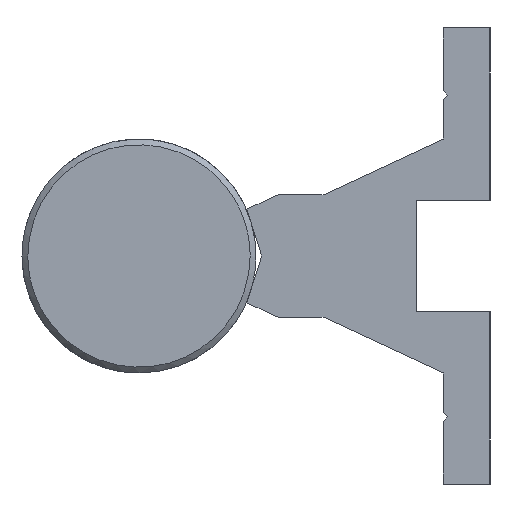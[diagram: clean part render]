
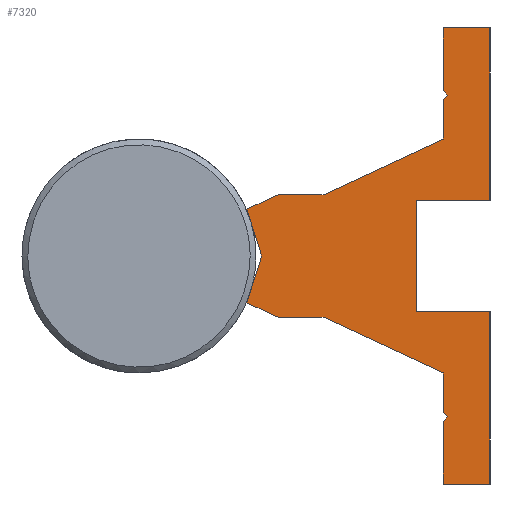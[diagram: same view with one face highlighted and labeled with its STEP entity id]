
A CAD part, left-side view. The second image highlights one B-rep face of the part: STEP entity #7320.
In plain terms, the highlighted free-form (B-spline) face has degree [1, 1] with [2, 2] control points.
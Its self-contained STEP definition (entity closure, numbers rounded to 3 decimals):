
#10 = CARTESIAN_POINT ('', (0., 7.248, -27.5));
#20 = VERTEX_POINT ('', #10);
#30 = CARTESIAN_POINT ('', (0., 8., -26.748));
#40 = VERTEX_POINT ('', #30);
#50 = CARTESIAN_POINT ('', (0., 7.248, -27.5));
#60 = CARTESIAN_POINT ('', (0., 8., -26.748));
#70 = B_SPLINE_CURVE_WITH_KNOTS ('', 1, (#50, #60), .UNSPECIFIED., .F., .U., (2, 2), (0., 1.), .UNSPECIFIED.);
#80 = EDGE_CURVE ('', #20, #40, #70, .T.);
#390 = CARTESIAN_POINT ('', (0., 8., -20.));
#400 = VERTEX_POINT ('', #390);
#410 = CARTESIAN_POINT ('', (0., 8., -20.));
#420 = CARTESIAN_POINT ('', (0., 8., -26.748));
#430 = B_SPLINE_CURVE_WITH_KNOTS ('', 1, (#410, #420), .UNSPECIFIED., .F., .U., (2, 2), (0., 1.), .UNSPECIFIED.);
#440 = EDGE_CURVE ('', #400, #40, #430, .T.);
#670 = CARTESIAN_POINT ('', (0., 28.373, -10.5));
#680 = VERTEX_POINT ('', #670);
#690 = CARTESIAN_POINT ('', (0., 28.373, -10.5));
#700 = CARTESIAN_POINT ('', (0., 21.582, -13.667));
#710 = CARTESIAN_POINT ('', (0., 14.791, -16.833));
#720 = CARTESIAN_POINT ('', (0., 8., -20.));
#730 = B_SPLINE_CURVE_WITH_KNOTS ('', 3, (#690, #700, #710, #720), .UNSPECIFIED., .F., .U., (4, 4), (0., 1.), .UNSPECIFIED.);
#740 = EDGE_CURVE ('', #680, #400, #730, .T.);
#990 = CARTESIAN_POINT ('', (0., 36.201, -10.5));
#1000 = VERTEX_POINT ('', #990);
#1010 = CARTESIAN_POINT ('', (0., 36.201, -10.5));
#1020 = CARTESIAN_POINT ('', (0., 28.373, -10.5));
#1030 = B_SPLINE_CURVE_WITH_KNOTS ('', 1, (#1010, #1020), .UNSPECIFIED., .F., .U., (2, 2), (0., 1.), .UNSPECIFIED.);
#1040 = EDGE_CURVE ('', #1000, #680, #1030, .T.);
#1270 = CARTESIAN_POINT ('', (0., 41.562, -8.));
#1280 = VERTEX_POINT ('', #1270);
#1290 = CARTESIAN_POINT ('', (0., 36.201, -10.5));
#1300 = CARTESIAN_POINT ('', (0., 41.562, -8.));
#1310 = B_SPLINE_CURVE_WITH_KNOTS ('', 1, (#1290, #1300), .UNSPECIFIED., .F., .U., (2, 2), (0., 1.), .UNSPECIFIED.);
#1320 = EDGE_CURVE ('', #1000, #1280, #1310, .T.);
#1550 = CARTESIAN_POINT ('', (0., 39.04, 0.));
#1560 = VERTEX_POINT ('', #1550);
#1570 = CARTESIAN_POINT ('', (0., 39.04, 0.));
#1580 = CARTESIAN_POINT ('', (0., 39.881, -2.667));
#1590 = CARTESIAN_POINT ('', (0., 40.721, -5.333));
#1600 = CARTESIAN_POINT ('', (0., 41.562, -8.));
#1610 = B_SPLINE_CURVE_WITH_KNOTS ('', 3, (#1570, #1580, #1590, #1600), .UNSPECIFIED., .F., .U., (4, 4), (0., 1.), .UNSPECIFIED.);
#1620 = EDGE_CURVE ('', #1560, #1280, #1610, .T.);
#1870 = CARTESIAN_POINT ('', (0., 41.562, 8.));
#1880 = VERTEX_POINT ('', #1870);
#1890 = CARTESIAN_POINT ('', (0., 41.562, 8.));
#1900 = CARTESIAN_POINT ('', (0., 40.721, 5.333));
#1910 = CARTESIAN_POINT ('', (0., 39.881, 2.667));
#1920 = CARTESIAN_POINT ('', (0., 39.04, 0.));
#1930 = B_SPLINE_CURVE_WITH_KNOTS ('', 3, (#1890, #1900, #1910, #1920), .UNSPECIFIED., .F., .U., (4, 4), (0., 1.), .UNSPECIFIED.);
#1940 = EDGE_CURVE ('', #1880, #1560, #1930, .T.);
#2190 = CARTESIAN_POINT ('', (0., 36.201, 10.5));
#2200 = VERTEX_POINT ('', #2190);
#2210 = CARTESIAN_POINT ('', (0., 41.562, 8.));
#2220 = CARTESIAN_POINT ('', (0., 36.201, 10.5));
#2230 = B_SPLINE_CURVE_WITH_KNOTS ('', 1, (#2210, #2220), .UNSPECIFIED., .F., .U., (2, 2), (0., 1.), .UNSPECIFIED.);
#2240 = EDGE_CURVE ('', #1880, #2200, #2230, .T.);
#2490 = CARTESIAN_POINT ('', (0., 28.373, 10.5));
#2500 = VERTEX_POINT ('', #2490);
#2510 = CARTESIAN_POINT ('', (0., 28.373, 10.5));
#2520 = CARTESIAN_POINT ('', (0., 36.201, 10.5));
#2530 = B_SPLINE_CURVE_WITH_KNOTS ('', 1, (#2510, #2520), .UNSPECIFIED., .F., .U., (2, 2), (0., 1.), .UNSPECIFIED.);
#2540 = EDGE_CURVE ('', #2500, #2200, #2530, .T.);
#2770 = CARTESIAN_POINT ('', (0., 8., 20.));
#2780 = VERTEX_POINT ('', #2770);
#2790 = CARTESIAN_POINT ('', (0., 8., 20.));
#2800 = CARTESIAN_POINT ('', (0., 14.791, 16.833));
#2810 = CARTESIAN_POINT ('', (0., 21.582, 13.667));
#2820 = CARTESIAN_POINT ('', (0., 28.373, 10.5));
#2830 = B_SPLINE_CURVE_WITH_KNOTS ('', 3, (#2790, #2800, #2810, #2820), .UNSPECIFIED., .F., .U., (4, 4), (0., 1.), .UNSPECIFIED.);
#2840 = EDGE_CURVE ('', #2780, #2500, #2830, .T.);
#3090 = CARTESIAN_POINT ('', (0., 8., 26.748));
#3100 = VERTEX_POINT ('', #3090);
#3110 = CARTESIAN_POINT ('', (0., 8., 26.748));
#3120 = CARTESIAN_POINT ('', (0., 8., 20.));
#3130 = B_SPLINE_CURVE_WITH_KNOTS ('', 1, (#3110, #3120), .UNSPECIFIED., .F., .U., (2, 2), (0., 1.), .UNSPECIFIED.);
#3140 = EDGE_CURVE ('', #3100, #2780, #3130, .T.);
#3370 = CARTESIAN_POINT ('', (0., 7.248, 27.5));
#3380 = VERTEX_POINT ('', #3370);
#3390 = CARTESIAN_POINT ('', (0., 7.248, 27.5));
#3400 = CARTESIAN_POINT ('', (0., 7.499, 27.249));
#3410 = CARTESIAN_POINT ('', (0., 7.749, 26.999));
#3420 = CARTESIAN_POINT ('', (0., 8., 26.748));
#3430 = B_SPLINE_CURVE_WITH_KNOTS ('', 3, (#3390, #3400, #3410, #3420), .UNSPECIFIED., .F., .U., (4, 4), (0., 1.), .UNSPECIFIED.);
#3440 = EDGE_CURVE ('', #3380, #3100, #3430, .T.);
#3690 = CARTESIAN_POINT ('', (0., 8., 28.252));
#3700 = VERTEX_POINT ('', #3690);
#3710 = CARTESIAN_POINT ('', (0., 7.248, 27.5));
#3720 = CARTESIAN_POINT ('', (0., 8., 28.252));
#3730 = B_SPLINE_CURVE_WITH_KNOTS ('', 1, (#3710, #3720), .UNSPECIFIED., .F., .U., (2, 2), (0., 1.), .UNSPECIFIED.);
#3740 = EDGE_CURVE ('', #3380, #3700, #3730, .T.);
#3970 = CARTESIAN_POINT ('', (0., 8., 39.));
#3980 = VERTEX_POINT ('', #3970);
#3990 = CARTESIAN_POINT ('', (0., 8., 28.252));
#4000 = CARTESIAN_POINT ('', (0., 8., 39.));
#4010 = B_SPLINE_CURVE_WITH_KNOTS ('', 1, (#3990, #4000), .UNSPECIFIED., .F., .U., (2, 2), (0., 1.), .UNSPECIFIED.);
#4020 = EDGE_CURVE ('', #3700, #3980, #4010, .T.);
#4250 = CARTESIAN_POINT ('', (0., 0., 39.));
#4260 = VERTEX_POINT ('', #4250);
#4270 = CARTESIAN_POINT ('', (0., 8., 39.));
#4280 = CARTESIAN_POINT ('', (0., 0., 39.));
#4290 = B_SPLINE_CURVE_WITH_KNOTS ('', 1, (#4270, #4280), .UNSPECIFIED., .F., .U., (2, 2), (0., 1.), .UNSPECIFIED.);
#4300 = EDGE_CURVE ('', #3980, #4260, #4290, .T.);
#4530 = CARTESIAN_POINT ('', (0., 0., 9.5));
#4540 = VERTEX_POINT ('', #4530);
#4550 = CARTESIAN_POINT ('', (0., 0., 39.));
#4560 = CARTESIAN_POINT ('', (0., 0., 9.5));
#4570 = B_SPLINE_CURVE_WITH_KNOTS ('', 1, (#4550, #4560), .UNSPECIFIED., .F., .U., (2, 2), (0., 1.), .UNSPECIFIED.);
#4580 = EDGE_CURVE ('', #4260, #4540, #4570, .T.);
#4810 = CARTESIAN_POINT ('', (0., 12.5, 9.5));
#4820 = VERTEX_POINT ('', #4810);
#4830 = CARTESIAN_POINT ('', (0., 0., 9.5));
#4840 = CARTESIAN_POINT ('', (0., 12.5, 9.5));
#4850 = B_SPLINE_CURVE_WITH_KNOTS ('', 1, (#4830, #4840), .UNSPECIFIED., .F., .U., (2, 2), (0., 1.), .UNSPECIFIED.);
#4860 = EDGE_CURVE ('', #4540, #4820, #4850, .T.);
#5090 = CARTESIAN_POINT ('', (0., 12.5, -9.5));
#5100 = VERTEX_POINT ('', #5090);
#5110 = CARTESIAN_POINT ('', (0., 12.5, 9.5));
#5120 = CARTESIAN_POINT ('', (0., 12.5, -9.5));
#5130 = B_SPLINE_CURVE_WITH_KNOTS ('', 1, (#5110, #5120), .UNSPECIFIED., .F., .U., (2, 2), (0., 1.), .UNSPECIFIED.);
#5140 = EDGE_CURVE ('', #4820, #5100, #5130, .T.);
#5370 = CARTESIAN_POINT ('', (0., 0., -9.5));
#5380 = VERTEX_POINT ('', #5370);
#5390 = CARTESIAN_POINT ('', (0., 0., -9.5));
#5400 = CARTESIAN_POINT ('', (0., 12.5, -9.5));
#5410 = B_SPLINE_CURVE_WITH_KNOTS ('', 1, (#5390, #5400), .UNSPECIFIED., .F., .U., (2, 2), (0., 1.), .UNSPECIFIED.);
#5420 = EDGE_CURVE ('', #5380, #5100, #5410, .T.);
#5650 = CARTESIAN_POINT ('', (0., 0., -39.));
#5660 = VERTEX_POINT ('', #5650);
#5670 = CARTESIAN_POINT ('', (0., 0., -39.));
#5680 = CARTESIAN_POINT ('', (0., 0., -9.5));
#5690 = B_SPLINE_CURVE_WITH_KNOTS ('', 1, (#5670, #5680), .UNSPECIFIED., .F., .U., (2, 2), (0., 1.), .UNSPECIFIED.);
#5700 = EDGE_CURVE ('', #5660, #5380, #5690, .T.);
#5930 = CARTESIAN_POINT ('', (0., 8., -39.));
#5940 = VERTEX_POINT ('', #5930);
#5950 = CARTESIAN_POINT ('', (0., 8., -39.));
#5960 = CARTESIAN_POINT ('', (0., 0., -39.));
#5970 = B_SPLINE_CURVE_WITH_KNOTS ('', 1, (#5950, #5960), .UNSPECIFIED., .F., .U., (2, 2), (0., 1.), .UNSPECIFIED.);
#5980 = EDGE_CURVE ('', #5940, #5660, #5970, .T.);
#6210 = CARTESIAN_POINT ('', (0., 8., -28.252));
#6220 = VERTEX_POINT ('', #6210);
#6230 = CARTESIAN_POINT ('', (0., 8., -28.252));
#6240 = CARTESIAN_POINT ('', (0., 8., -39.));
#6250 = B_SPLINE_CURVE_WITH_KNOTS ('', 1, (#6230, #6240), .UNSPECIFIED., .F., .U., (2, 2), (0., 1.), .UNSPECIFIED.);
#6260 = EDGE_CURVE ('', #6220, #5940, #6250, .T.);
#6490 = CARTESIAN_POINT ('', (0., 8., -28.252));
#6500 = CARTESIAN_POINT ('', (0., 7.248, -27.5));
#6510 = B_SPLINE_CURVE_WITH_KNOTS ('', 1, (#6490, #6500), .UNSPECIFIED., .F., .U., (2, 2), (0., 1.), .UNSPECIFIED.);
#6520 = EDGE_CURVE ('', #6220, #20, #6510, .T.);
#7020 = ORIENTED_EDGE ('', *, *, #5140, .F.);
#7030 = ORIENTED_EDGE ('', *, *, #4860, .F.);
#7040 = ORIENTED_EDGE ('', *, *, #4580, .F.);
#7050 = ORIENTED_EDGE ('', *, *, #4300, .F.);
#7060 = ORIENTED_EDGE ('', *, *, #4020, .F.);
#7070 = ORIENTED_EDGE ('', *, *, #3740, .F.);
#7080 = ORIENTED_EDGE ('', *, *, #3440, .T.);
#7090 = ORIENTED_EDGE ('', *, *, #3140, .T.);
#7100 = ORIENTED_EDGE ('', *, *, #2840, .T.);
#7110 = ORIENTED_EDGE ('', *, *, #2540, .T.);
#7120 = ORIENTED_EDGE ('', *, *, #2240, .F.);
#7130 = ORIENTED_EDGE ('', *, *, #1940, .T.);
#7140 = ORIENTED_EDGE ('', *, *, #1620, .T.);
#7150 = ORIENTED_EDGE ('', *, *, #1320, .F.);
#7160 = ORIENTED_EDGE ('', *, *, #1040, .T.);
#7170 = ORIENTED_EDGE ('', *, *, #740, .T.);
#7180 = ORIENTED_EDGE ('', *, *, #440, .T.);
#7190 = ORIENTED_EDGE ('', *, *, #80, .F.);
#7200 = ORIENTED_EDGE ('', *, *, #6520, .F.);
#7210 = ORIENTED_EDGE ('', *, *, #6260, .T.);
#7220 = ORIENTED_EDGE ('', *, *, #5980, .T.);
#7230 = ORIENTED_EDGE ('', *, *, #5700, .T.);
#7240 = ORIENTED_EDGE ('', *, *, #5420, .T.);
#7250 = EDGE_LOOP ('', (#7020, #7030, #7040, #7050, #7060, #7070, #7080, #7090, #7100, #7110, #7120, #7130, #7140, #7150, #7160, #7170, #7180, #7190, #7200, #7210, #7220, #7230, #7240));
#7260 = FACE_OUTER_BOUND ('', #7250, .T.);
#7270 = CARTESIAN_POINT ('', (0., 0., -39.));
#7280 = CARTESIAN_POINT ('', (0., 41.812, -39.));
#7290 = CARTESIAN_POINT ('', (0., 0., 39.));
#7300 = CARTESIAN_POINT ('', (0., 41.812, 39.));
#7310 = B_SPLINE_SURFACE_WITH_KNOTS ('', 1, 1, ((#7270, #7280), (#7290, #7300)), .UNSPECIFIED., .F., .F., .U., (2, 2), (2, 2), (0., 1.), (0., 1.), .UNSPECIFIED.);
#7320 = ADVANCED_FACE ('', (#7260), #7310, .T.);
